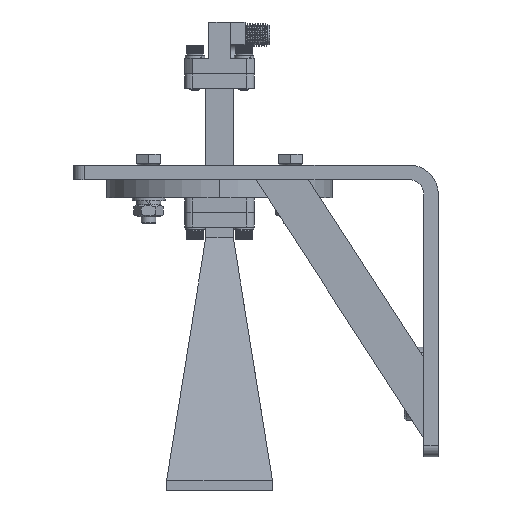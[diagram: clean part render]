
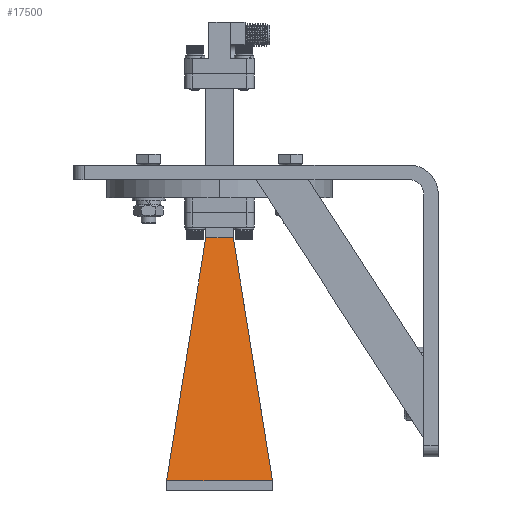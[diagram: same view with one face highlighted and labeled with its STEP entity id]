
A CAD part, left-side view. The second image highlights one B-rep face of the part: STEP entity #17500.
In plain terms, the highlighted face is planar.
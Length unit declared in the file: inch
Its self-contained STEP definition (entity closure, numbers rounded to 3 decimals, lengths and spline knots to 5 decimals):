
#1013 = LINE ( 'NONE', #31664, #2992 ) ;
#1165 = VERTEX_POINT ( 'NONE', #13968 ) ;
#2146 = ORIENTED_EDGE ( 'NONE', *, *, #36653, .T. ) ;
#2744 = LINE ( 'NONE', #33950, #33546 ) ;
#2992 = VECTOR ( 'NONE', #54435, 39.37008 ) ;
#3437 = EDGE_CURVE ( 'NONE', #9739, #1165, #56376, .T. ) ;
#4672 = VERTEX_POINT ( 'NONE', #56756 ) ;
#5212 = DIRECTION ( 'NONE',  ( 0., 0.197, 0.98 ) ) ;
#6007 = VECTOR ( 'NONE', #54199, 39.37008 ) ;
#8366 = ORIENTED_EDGE ( 'NONE', *, *, #47177, .F. ) ;
#8438 = AXIS2_PLACEMENT_3D ( 'NONE', #36966, #10092, #41586 ) ;
#8688 = VECTOR ( 'NONE', #5212, 39.37008 ) ;
#9091 = VERTEX_POINT ( 'NONE', #49228 ) ;
#9545 = LINE ( 'NONE', #32354, #8688 ) ;
#9648 = VECTOR ( 'NONE', #24043, 39.37008 ) ;
#9739 = VERTEX_POINT ( 'NONE', #10363 ) ;
#10092 = DIRECTION ( 'NONE',  ( 0., 0.98, -0.197 ) ) ;
#10363 = CARTESIAN_POINT ( 'NONE',  ( 0.56799, 0.74043, 4.56242 ) ) ;
#10476 = LINE ( 'NONE', #23764, #9648 ) ;
#13549 = CARTESIAN_POINT ( 'NONE',  ( 0., 0.74522, 4.58633 ) ) ;
#13968 = CARTESIAN_POINT ( 'NONE',  ( 0.14874, 0.21904, 1.9622 ) ) ;
#15500 = EDGE_CURVE ( 'NONE', #55331, #9739, #31333, .T. ) ;
#17500 = ADVANCED_FACE ( 'NONE', ( #27719 ), #32928, .T. ) ;
#17745 = CARTESIAN_POINT ( 'NONE',  ( 0.56799, 0.74522, 4.58633 ) ) ;
#20341 = CARTESIAN_POINT ( 'NONE',  ( 0.56799, 0.74043, 4.56242 ) ) ;
#20389 = EDGE_CURVE ( 'NONE', #1165, #37798, #10476, .T. ) ;
#20469 = ORIENTED_EDGE ( 'NONE', *, *, #3437, .T. ) ;
#20712 = VECTOR ( 'NONE', #31747, 39.37008 ) ;
#20823 = EDGE_CURVE ( 'NONE', #56690, #55331, #31449, .T. ) ;
#22284 = ORIENTED_EDGE ( 'NONE', *, *, #43213, .T. ) ;
#23619 = CARTESIAN_POINT ( 'NONE',  ( -0.56799, 0.74043, 4.56242 ) ) ;
#23764 = CARTESIAN_POINT ( 'NONE',  ( 0.14874, 0.21904, 1.9622 ) ) ;
#24043 = DIRECTION ( 'NONE',  ( 0., -0.197, -0.98 ) ) ;
#25073 = VECTOR ( 'NONE', #37957, 39.37008 ) ;
#25508 = CARTESIAN_POINT ( 'NONE',  ( 0.14874, 0.21874, 1.96069 ) ) ;
#27719 = FACE_OUTER_BOUND ( 'NONE', #57087, .T. ) ;
#30048 = ORIENTED_EDGE ( 'NONE', *, *, #20823, .T. ) ;
#31333 = LINE ( 'NONE', #17745, #37126 ) ;
#31449 = LINE ( 'NONE', #13549, #20712 ) ;
#31664 = CARTESIAN_POINT ( 'NONE',  ( 0., 0.21874, 1.96069 ) ) ;
#31747 = DIRECTION ( 'NONE',  ( 1., 0., 0. ) ) ;
#32354 = CARTESIAN_POINT ( 'NONE',  ( -0.56799, 0.4895, 3.31102 ) ) ;
#32884 = ORIENTED_EDGE ( 'NONE', *, *, #20389, .T. ) ;
#32928 = PLANE ( 'NONE',  #8438 ) ;
#33546 = VECTOR ( 'NONE', #38288, 39.37008 ) ;
#33950 = CARTESIAN_POINT ( 'NONE',  ( -0.14874, 0.21874, 1.96069 ) ) ;
#34669 = VERTEX_POINT ( 'NONE', #51159 ) ;
#36624 = LINE ( 'NONE', #23619, #6007 ) ;
#36653 = EDGE_CURVE ( 'NONE', #37798, #4672, #1013, .T. ) ;
#36966 = CARTESIAN_POINT ( 'NONE',  ( 0., 0.4895, 3.31102 ) ) ;
#37126 = VECTOR ( 'NONE', #44618, 39.37008 ) ;
#37798 = VERTEX_POINT ( 'NONE', #25508 ) ;
#37957 = DIRECTION ( 'NONE',  ( -0.156, -0.194, -0.968 ) ) ;
#38288 = DIRECTION ( 'NONE',  ( 0., 0.197, 0.98 ) ) ;
#38925 = CARTESIAN_POINT ( 'NONE',  ( -0.56799, 0.74522, 4.58633 ) ) ;
#39265 = EDGE_CURVE ( 'NONE', #9091, #56690, #9545, .T. ) ;
#41586 = DIRECTION ( 'NONE',  ( 0., 0.197, 0.98 ) ) ;
#43213 = EDGE_CURVE ( 'NONE', #4672, #34669, #2744, .T. ) ;
#43382 = ORIENTED_EDGE ( 'NONE', *, *, #15500, .T. ) ;
#44618 = DIRECTION ( 'NONE',  ( 0., -0.197, -0.98 ) ) ;
#45438 = CARTESIAN_POINT ( 'NONE',  ( 0.56799, 0.74522, 4.58633 ) ) ;
#47177 = EDGE_CURVE ( 'NONE', #9091, #34669, #36624, .T. ) ;
#49228 = CARTESIAN_POINT ( 'NONE',  ( -0.56799, 0.74043, 4.56242 ) ) ;
#50678 = ORIENTED_EDGE ( 'NONE', *, *, #39265, .T. ) ;
#51159 = CARTESIAN_POINT ( 'NONE',  ( -0.14874, 0.21904, 1.9622 ) ) ;
#54199 = DIRECTION ( 'NONE',  ( 0.156, -0.194, -0.968 ) ) ;
#54435 = DIRECTION ( 'NONE',  ( -1., 0., 0. ) ) ;
#55331 = VERTEX_POINT ( 'NONE', #45438 ) ;
#56376 = LINE ( 'NONE', #20341, #25073 ) ;
#56690 = VERTEX_POINT ( 'NONE', #38925 ) ;
#56756 = CARTESIAN_POINT ( 'NONE',  ( -0.14874, 0.21874, 1.96069 ) ) ;
#57087 = EDGE_LOOP ( 'NONE', ( #8366, #50678, #30048, #43382, #20469, #32884, #2146, #22284 ) ) ;
